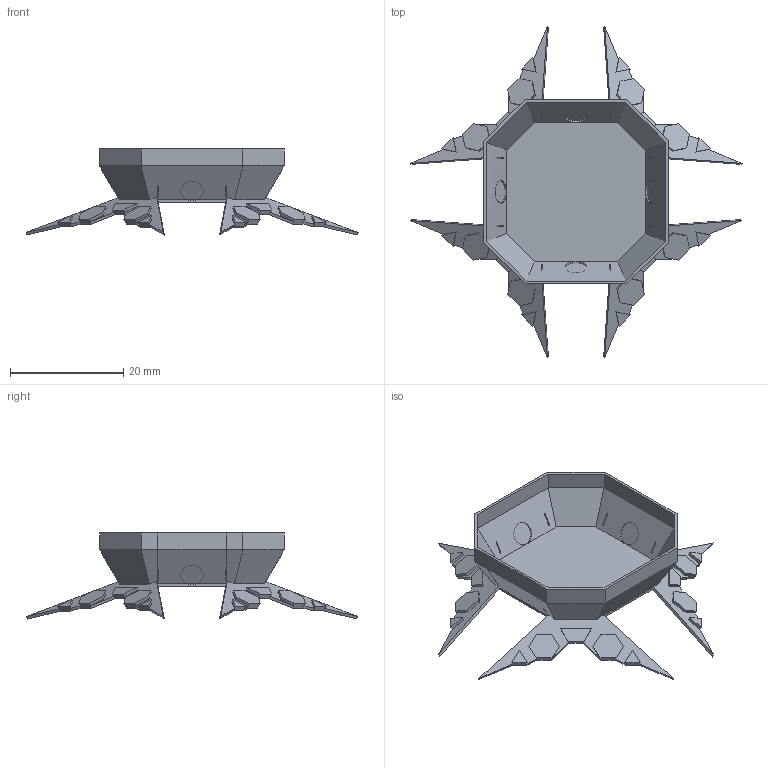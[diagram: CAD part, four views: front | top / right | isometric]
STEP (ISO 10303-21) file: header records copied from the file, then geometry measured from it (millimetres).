
FILE_DESCRIPTION(/* description */ (''),/* implementation_level */ '2;1');
FILE_NAME(/* name */ 'skeleton.step',/* time_stamp */ '2023-11-08T15:26:42Z',/* author */ (''),/* organization */ (''),/* preprocessor_version */ 'ST-DEVELOPER v20',/* originating_system */ 'Autodesk Translation Framework v12.14.0.127',/* authorisation */ '');
FILE_SCHEMA (('AUTOMOTIVE_DESIGN { 1 0 10303 214 3 1 1 }'));
Length unit declared in the file: millimetre
Products named in the file (1): skeleton
Bounding box: 58.62 x 58.6 x 15.21 mm (x, y, z)
Volume: 1127.5 mm3; surface area: 4793.9 mm2
Topology: 1 solids, 1 shells, 263 faces, 714 edges, 452 vertices
Faces by surface type: plane 241, cylinder 20, bspline 2
Full cylindrical faces by diameter (mm): 4 x4
Entity records: 12848 total; most frequent: CARTESIAN_POINT 6185, ORIENTED_EDGE 1428, DIRECTION 1268, EDGE_CURVE 714, LINE 654, VECTOR 654, VERTEX_POINT 452, AXIS2_PLACEMENT_3D 307
